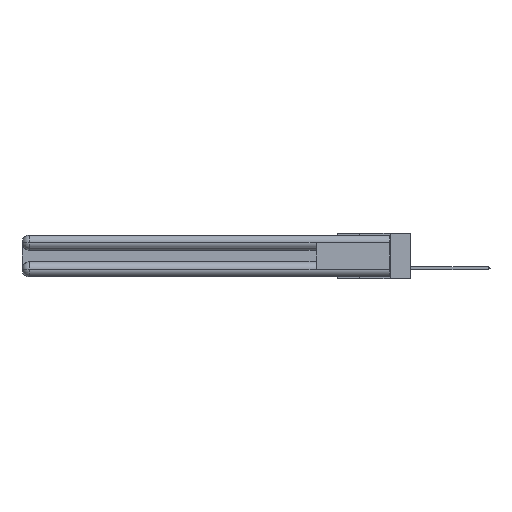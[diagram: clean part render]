
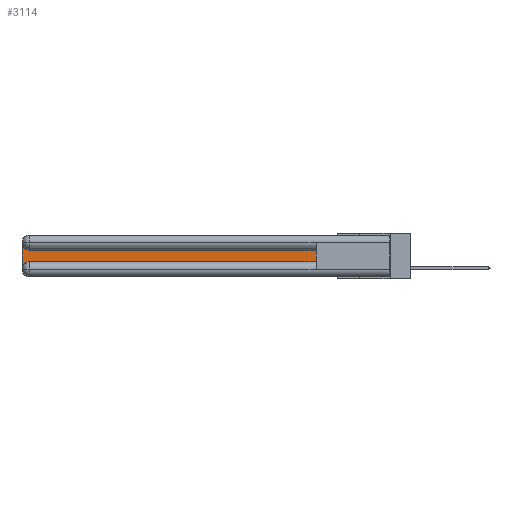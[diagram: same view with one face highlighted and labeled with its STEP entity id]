
A CAD part, left-side view. The second image highlights one B-rep face of the part: STEP entity #3114.
In plain terms, the highlighted planar face has unit normal (-1, 0, 0).
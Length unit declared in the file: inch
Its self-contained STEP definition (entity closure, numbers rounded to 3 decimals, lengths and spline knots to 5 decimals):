
#64 = EDGE_LOOP ( 'NONE', ( #21447, #15357, #15990, #13924, #22730, #5873 ) ) ;
#113 = DIRECTION ( 'NONE',  ( 0., -1., 0. ) ) ;
#997 = VERTEX_POINT ( 'NONE', #8741 ) ;
#1310 = CARTESIAN_POINT ( 'NONE',  ( 0.075, 3., -0.2175 ) ) ;
#3114 = ADVANCED_FACE ( 'NONE', ( #26292 ), #32119, .F. ) ;
#3847 = DIRECTION ( 'NONE',  ( 0., 0., -1. ) ) ;
#3960 = CARTESIAN_POINT ( 'NONE',  ( 0.075, 0.6, -0.2175 ) ) ;
#4309 = DIRECTION ( 'NONE',  ( 0., 0., 1. ) ) ;
#4966 = EDGE_CURVE ( 'NONE', #997, #7828, #30193, .T. ) ;
#5482 = VERTEX_POINT ( 'NONE', #31336 ) ;
#5873 = ORIENTED_EDGE ( 'NONE', *, *, #13486, .T. ) ;
#6064 = DIRECTION ( 'NONE',  ( 0., 0., -1. ) ) ;
#6818 = VECTOR ( 'NONE', #6064, 39.37008 ) ;
#7828 = VERTEX_POINT ( 'NONE', #31737 ) ;
#8741 = CARTESIAN_POINT ( 'NONE',  ( 0.075, 3., -0.2775 ) ) ;
#11186 = VERTEX_POINT ( 'NONE', #21640 ) ;
#12960 = LINE ( 'NONE', #18413, #25097 ) ;
#13277 = LINE ( 'NONE', #3960, #17311 ) ;
#13486 = EDGE_CURVE ( 'NONE', #25342, #30147, #13277, .T. ) ;
#13924 = ORIENTED_EDGE ( 'NONE', *, *, #4966, .T. ) ;
#14491 = VECTOR ( 'NONE', #33207, 39.37008 ) ;
#14747 = CARTESIAN_POINT ( 'NONE',  ( 0.075, 2.94, -0.2775 ) ) ;
#14956 = DIRECTION ( 'NONE',  ( 0., 0., -1. ) ) ;
#15357 = ORIENTED_EDGE ( 'NONE', *, *, #28703, .T. ) ;
#15990 = ORIENTED_EDGE ( 'NONE', *, *, #18770, .T. ) ;
#17311 = VECTOR ( 'NONE', #4309, 39.37008 ) ;
#18413 = CARTESIAN_POINT ( 'NONE',  ( 0.075, 0.6, -0.2175 ) ) ;
#18770 = EDGE_CURVE ( 'NONE', #11186, #997, #26944, .T. ) ;
#19099 = DIRECTION ( 'NONE',  ( 1., 0., 0. ) ) ;
#19133 = CARTESIAN_POINT ( 'NONE',  ( 0.075, 0.6, -0.2175 ) ) ;
#21447 = ORIENTED_EDGE ( 'NONE', *, *, #32800, .T. ) ;
#21640 = CARTESIAN_POINT ( 'NONE',  ( 0.075, 3., -0.0625 ) ) ;
#21987 = CARTESIAN_POINT ( 'NONE',  ( 0.075, 0.6, -0.1225 ) ) ;
#22730 = ORIENTED_EDGE ( 'NONE', *, *, #24118, .T. ) ;
#24118 = EDGE_CURVE ( 'NONE', #7828, #25342, #12960, .T. ) ;
#24199 = DIRECTION ( 'NONE',  ( 0., 0., -1. ) ) ;
#24227 = LINE ( 'NONE', #33311, #14491 ) ;
#25097 = VECTOR ( 'NONE', #113, 39.37008 ) ;
#25342 = VERTEX_POINT ( 'NONE', #19133 ) ;
#25426 = AXIS2_PLACEMENT_3D ( 'NONE', #14747, #32809, #14956 ) ;
#26292 = FACE_OUTER_BOUND ( 'NONE', #64, .T. ) ;
#26850 = CARTESIAN_POINT ( 'NONE',  ( 0.075, 2.94, -0.0625 ) ) ;
#26944 = LINE ( 'NONE', #1310, #6818 ) ;
#28703 = EDGE_CURVE ( 'NONE', #5482, #11186, #33253, .T. ) ;
#29433 = AXIS2_PLACEMENT_3D ( 'NONE', #26850, #19099, #24199 ) ;
#29848 = CARTESIAN_POINT ( 'NONE',  ( 0.075, 3., -0.1225 ) ) ;
#29974 = DIRECTION ( 'NONE',  ( 1., 0., 0. ) ) ;
#30147 = VERTEX_POINT ( 'NONE', #21987 ) ;
#30193 = CIRCLE ( 'NONE', #25426, 0.06 ) ;
#31336 = CARTESIAN_POINT ( 'NONE',  ( 0.075, 2.94, -0.1225 ) ) ;
#31737 = CARTESIAN_POINT ( 'NONE',  ( 0.075, 2.94, -0.2175 ) ) ;
#32119 = PLANE ( 'NONE',  #33383 ) ;
#32800 = EDGE_CURVE ( 'NONE', #30147, #5482, #24227, .T. ) ;
#32809 = DIRECTION ( 'NONE',  ( 1., 0., 0. ) ) ;
#33207 = DIRECTION ( 'NONE',  ( 0., 1., 0. ) ) ;
#33253 = CIRCLE ( 'NONE', #29433, 0.06 ) ;
#33311 = CARTESIAN_POINT ( 'NONE',  ( 0.075, 0.6, -0.1225 ) ) ;
#33383 = AXIS2_PLACEMENT_3D ( 'NONE', #29848, #29974, #3847 ) ;
